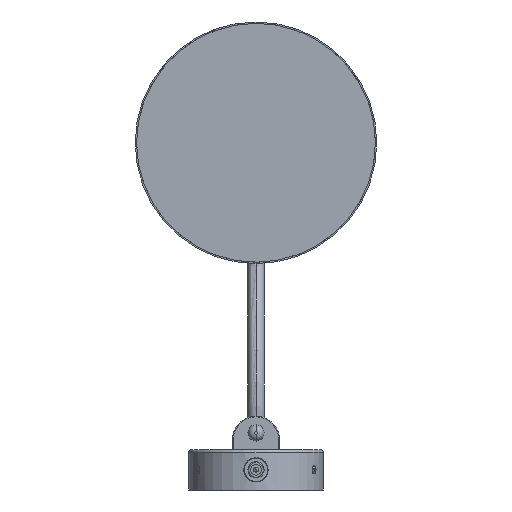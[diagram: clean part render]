
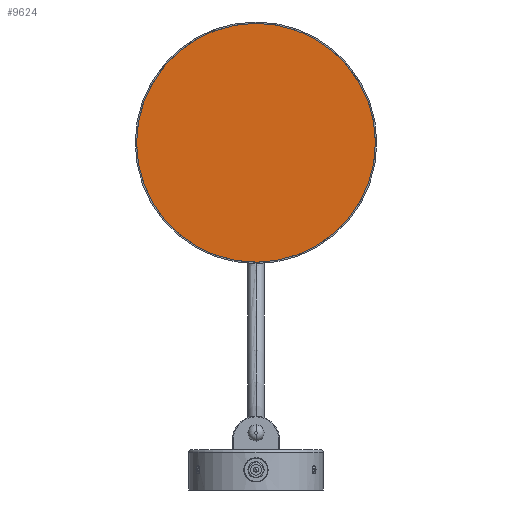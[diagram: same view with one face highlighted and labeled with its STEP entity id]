
A CAD part, front view. The second image highlights one B-rep face of the part: STEP entity #9624.
In plain terms, the highlighted planar face has unit normal (0, -1, 0).
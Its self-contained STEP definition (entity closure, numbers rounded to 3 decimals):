
#202 = CARTESIAN_POINT ( 'NONE',  ( -42.855, -30.374, 127.512 ) ) ;
#485 = PLANE ( 'NONE',  #11672 ) ;
#613 = CARTESIAN_POINT ( 'NONE',  ( -41.936, -30.374, 38.516 ) ) ;
#1119 = CIRCLE ( 'NONE', #3220, 89. ) ;
#2332 = CARTESIAN_POINT ( 'NONE',  ( -42.855, -30.374, 127.512 ) ) ;
#3066 = DIRECTION ( 'NONE',  ( 0., 1., 0. ) ) ;
#3220 = AXIS2_PLACEMENT_3D ( 'NONE', #8218, #3066, #7086 ) ;
#3316 = DIRECTION ( 'NONE',  ( -0.01, 0., 1. ) ) ;
#3869 = ORIENTED_EDGE ( 'NONE', *, *, #12323, .F. ) ;
#5954 = CARTESIAN_POINT ( 'NONE',  ( -43.774, -30.374, 216.507 ) ) ;
#6359 = DIRECTION ( 'NONE',  ( 0., 1., 0. ) ) ;
#6655 = AXIS2_PLACEMENT_3D ( 'NONE', #202, #8189, #11363 ) ;
#6765 = ORIENTED_EDGE ( 'NONE', *, *, #7221, .F. ) ;
#7086 = DIRECTION ( 'NONE',  ( -0.01, 0., 1. ) ) ;
#7221 = EDGE_CURVE ( 'NONE', #7781, #9184, #1119, .T. ) ;
#7287 = CIRCLE ( 'NONE', #6655, 89. ) ;
#7781 = VERTEX_POINT ( 'NONE', #5954 ) ;
#8189 = DIRECTION ( 'NONE',  ( 0., 1., 0. ) ) ;
#8218 = CARTESIAN_POINT ( 'NONE',  ( -42.855, -30.374, 127.512 ) ) ;
#9184 = VERTEX_POINT ( 'NONE', #613 ) ;
#9624 = ADVANCED_FACE ( 'NONE', ( #11390 ), #485, .F. ) ;
#11363 = DIRECTION ( 'NONE',  ( -0.01, 0., 1. ) ) ;
#11390 = FACE_OUTER_BOUND ( 'NONE', #11764, .T. ) ;
#11672 = AXIS2_PLACEMENT_3D ( 'NONE', #2332, #6359, #3316 ) ;
#11764 = EDGE_LOOP ( 'NONE', ( #6765, #3869 ) ) ;
#12323 = EDGE_CURVE ( 'NONE', #9184, #7781, #7287, .T. ) ;
